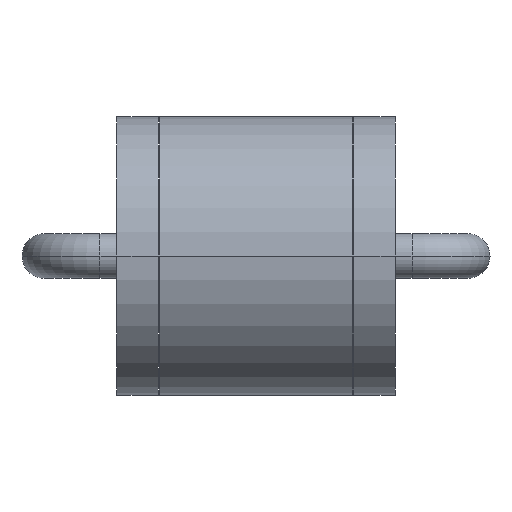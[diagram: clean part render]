
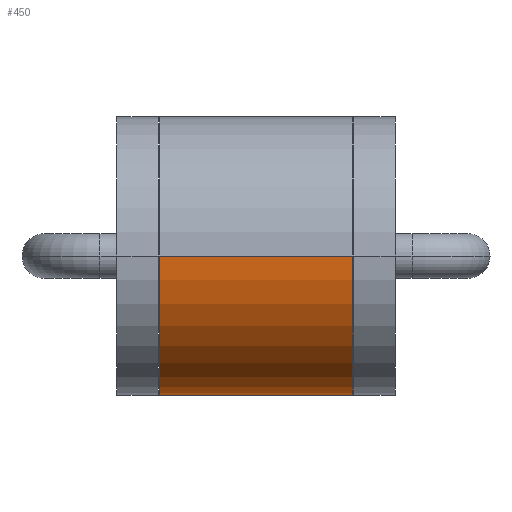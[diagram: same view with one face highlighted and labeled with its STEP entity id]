
A CAD part, front view. The second image highlights one B-rep face of the part: STEP entity #450.
In plain terms, the highlighted cylindrical face has radius 2.5 mm (diameter 5 mm), a partial arc.
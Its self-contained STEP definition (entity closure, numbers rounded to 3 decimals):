
#21=CARTESIAN_POINT('',(3.79,0.,0.));
#22=DIRECTION('',(1.,0.,0.));
#23=DIRECTION('',(0.,-1.,0.));
#24=AXIS2_PLACEMENT_3D('',#21,#22,#23);
#26=CARTESIAN_POINT('',(0.31,0.,0.));
#27=DIRECTION('',(-1.,0.,0.));
#28=DIRECTION('',(0.,1.,0.));
#29=AXIS2_PLACEMENT_3D('',#26,#27,#28);
#31=DIRECTION('',(1.,0.,0.));
#32=VECTOR('',#31,3.48);
#33=CARTESIAN_POINT('',(0.31,-2.5,0.));
#34=LINE('',#33,#32);
#73=DIRECTION('',(1.,0.,0.));
#74=VECTOR('',#73,3.48);
#75=CARTESIAN_POINT('',(0.31,2.5,0.));
#76=LINE('',#75,#74);
#337=CARTESIAN_POINT('',(3.79,-2.5,0.));
#338=CARTESIAN_POINT('',(3.79,2.5,0.));
#339=VERTEX_POINT('',#337);
#340=VERTEX_POINT('',#338);
#349=CARTESIAN_POINT('',(0.31,2.5,0.));
#350=CARTESIAN_POINT('',(0.31,-2.5,0.));
#351=VERTEX_POINT('',#349);
#352=VERTEX_POINT('',#350);
#435=CARTESIAN_POINT('',(-0.45,0.,0.));
#436=DIRECTION('',(1.,0.,0.));
#437=DIRECTION('',(0.,-1.,0.));
#438=AXIS2_PLACEMENT_3D('',#435,#436,#437);
#439=CYLINDRICAL_SURFACE('',#438,2.5);
#441=ORIENTED_EDGE('',*,*,#440,.T.);
#443=ORIENTED_EDGE('',*,*,#442,.F.);
#445=ORIENTED_EDGE('',*,*,#444,.T.);
#447=ORIENTED_EDGE('',*,*,#446,.T.);
#448=EDGE_LOOP('',(#441,#443,#445,#447));
#449=FACE_OUTER_BOUND('',#448,.F.);
#25=CIRCLE('',#24,2.5);
#30=CIRCLE('',#29,2.5);
#440=EDGE_CURVE('',#339,#340,#25,.T.);
#442=EDGE_CURVE('',#351,#340,#76,.T.);
#444=EDGE_CURVE('',#351,#352,#30,.T.);
#446=EDGE_CURVE('',#352,#339,#34,.T.);
#450=ADVANCED_FACE('',(#449),#439,.T.);
